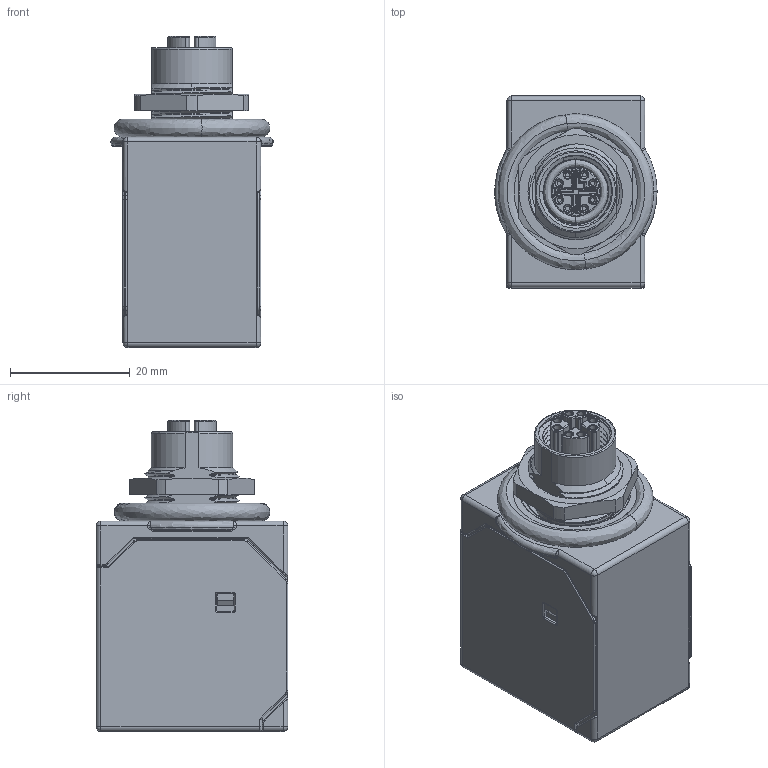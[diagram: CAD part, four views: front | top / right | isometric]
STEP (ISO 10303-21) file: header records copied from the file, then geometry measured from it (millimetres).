
FILE_DESCRIPTION (( 'STEP AP214' ), '1' );
FILE_NAME ('J80629A0200H50.STEP', '2018-07-20T08:59:28', ( '' ), ( '' ), 'SwSTEP 2.0', 'SolidWorks 2017', '' );
FILE_SCHEMA (( 'AUTOMOTIVE_DESIGN' ));
Length unit declared in the file: millimetre
Products named in the file (1): J80629A0200H50
Bounding box: 27.07 x 32 x 51.9 mm (x, y, z)
Volume: 27609.5 mm3; surface area: 11473.7 mm2
Topology: 4 solids, 8 shells, 1223 faces, 3194 edges, 1960 vertices
Faces by surface type: cylinder 460, plane 420, bspline 173, torus 98, cone 42, sphere 30
Entity records: 64079 total; most frequent: CARTESIAN_POINT 23023, ORIENTED_EDGE 6324, DIRECTION 5658, EDGE_CURVE 3162, AXIS2_PLACEMENT_3D 2033, VERTEX_POINT 1960, VECTOR 1592, LINE 1592
